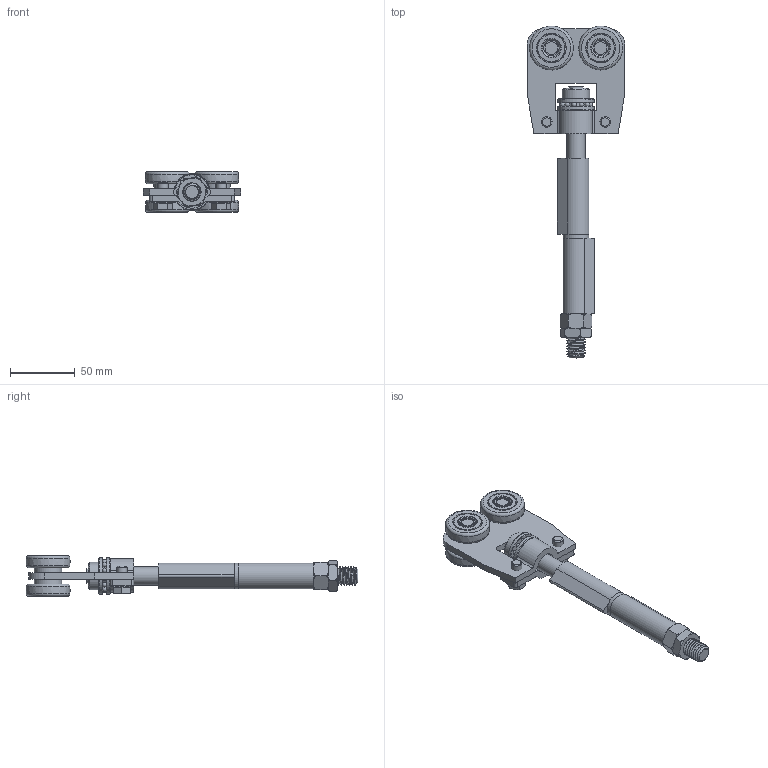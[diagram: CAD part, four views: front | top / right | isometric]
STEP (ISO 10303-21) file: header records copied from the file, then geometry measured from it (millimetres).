
FILE_DESCRIPTION(/* description */ (''),/* implementation_level */ '2;1');
FILE_NAME(/* name */ '9542 SO.stp',/* time_stamp */ '2019-08-14T11:11:54+02:00',/* author */ ('BE'),/* organization */ (''),/* preprocessor_version */ 'ST-DEVELOPER v17.2',/* originating_system */ 'Autodesk Inventor 2019',/* authorisation */ '');
FILE_SCHEMA (('AUTOMOTIVE_DESIGN { 1 0 10303 214 3 1 1 }'));
Length unit declared in the file: millimetre
Products named in the file (17): 9542 SO; 15871; 14996; 15822; 15822_1; 15820; 15933; 15933_1; 15933-2; vis HC M8x16; 04516; 16438; 09061; 06014; 06015; 15590; 09015
Assembly tree (22 placements, depth 3):
  9542 SO
    15871
    14996
    15822
    15822_1
    15820  x4
    15933
      15933_1
      15933-2
    vis HC M8x16  x2
      04516
    16438  x2
    09061
    06014
    06015
    15590
    09015  x2
Bounding box: 75 x 256 x 31.5 mm (x, y, z)
Volume: 131722.4 mm3; surface area: 75176.8 mm2
Topology: 84 solids, 84 shells, 699 faces, 2117 edges, 1385 vertices
Faces by surface type: plane 186, cylinder 181, torus 152, sphere 128, cone 31, bspline 21
Full cylindrical faces by diameter (mm): 6.647 x2, 8 x2, 8.4 x2, 9 x2, 9.8 x4, 11 x1, 11.2 x1, 11.63 x2, 11.8 x4, 11.835 x2, 12.1 x4, 14 x22, 14.05 x2, 14.5 x1, 15 x1, 15.1 x8, 15.3 x8, 16 x1, 20 x1, 21 x9, 23 x8, 28 x2
Entity records: 17121 total; most frequent: CARTESIAN_POINT 6468, DIRECTION 2176, ORIENTED_EDGE 2044, EDGE_CURVE 1022, AXIS2_PLACEMENT_3D 895, VERTEX_POINT 721, CIRCLE 495, EDGE_LOOP 453
